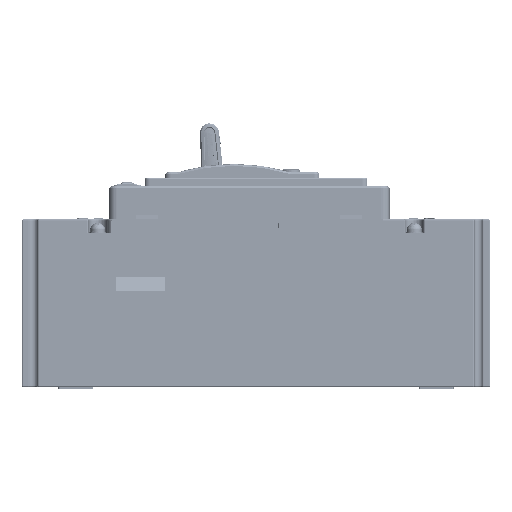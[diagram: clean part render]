
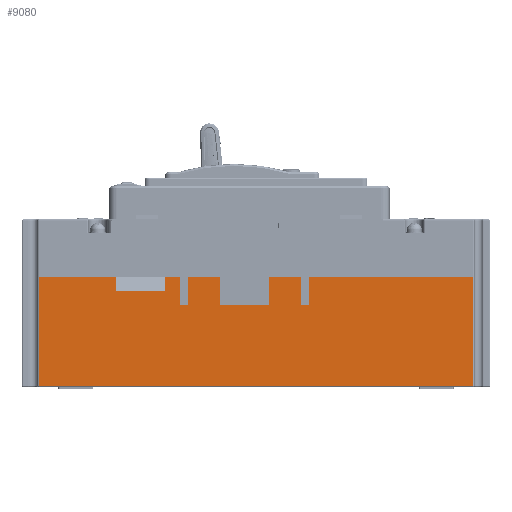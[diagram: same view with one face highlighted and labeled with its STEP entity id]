
A CAD part, front view. The second image highlights one B-rep face of the part: STEP entity #9080.
In plain terms, the highlighted planar face has unit normal (0, -1, 0).
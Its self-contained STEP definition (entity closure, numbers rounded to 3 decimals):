
#4596=PLANE('',#114938);
#9080=ADVANCED_FACE('',(#16897),#4596,.T.);
#16897=FACE_OUTER_BOUND('',#22916,.T.);
#22916=EDGE_LOOP('',(#44605,#44606,#44607,#44608,#44609,#44610,#44611,#44612,
#44613,#44614,#44615,#44616,#44617,#44618,#44619,#44620,#44621,#44622,#44623,
#44624,#44625,#44626,#44627,#44628,#44629,#44630));
#30806=CIRCLE('',#114738,0.5);
#30807=CIRCLE('',#114741,0.5);
#30808=CIRCLE('',#114745,0.5);
#30809=CIRCLE('',#114748,0.5);
#30810=CIRCLE('',#114752,0.5);
#30811=CIRCLE('',#114755,0.5);
#44605=ORIENTED_EDGE('',*,*,#82110,.T.);
#44606=ORIENTED_EDGE('',*,*,#82119,.T.);
#44607=ORIENTED_EDGE('',*,*,#80142,.F.);
#44608=ORIENTED_EDGE('',*,*,#81893,.T.);
#44609=ORIENTED_EDGE('',*,*,#81891,.T.);
#44610=ORIENTED_EDGE('',*,*,#81889,.F.);
#44611=ORIENTED_EDGE('',*,*,#81887,.T.);
#44612=ORIENTED_EDGE('',*,*,#81885,.F.);
#44613=ORIENTED_EDGE('',*,*,#80138,.F.);
#44614=ORIENTED_EDGE('',*,*,#81884,.F.);
#44615=ORIENTED_EDGE('',*,*,#81882,.T.);
#44616=ORIENTED_EDGE('',*,*,#81880,.T.);
#44617=ORIENTED_EDGE('',*,*,#81878,.T.);
#44618=ORIENTED_EDGE('',*,*,#81876,.T.);
#44619=ORIENTED_EDGE('',*,*,#79409,.F.);
#44620=ORIENTED_EDGE('',*,*,#81875,.T.);
#44621=ORIENTED_EDGE('',*,*,#81873,.T.);
#44622=ORIENTED_EDGE('',*,*,#81871,.F.);
#44623=ORIENTED_EDGE('',*,*,#81869,.T.);
#44624=ORIENTED_EDGE('',*,*,#81867,.F.);
#44625=ORIENTED_EDGE('',*,*,#79405,.T.);
#44626=ORIENTED_EDGE('',*,*,#81866,.F.);
#44627=ORIENTED_EDGE('',*,*,#81864,.T.);
#44628=ORIENTED_EDGE('',*,*,#81863,.T.);
#44629=ORIENTED_EDGE('',*,*,#79401,.T.);
#44630=ORIENTED_EDGE('',*,*,#81861,.T.);
#67896=VERTEX_POINT('',#165668);
#67897=VERTEX_POINT('',#165670);
#67900=VERTEX_POINT('',#165676);
#67901=VERTEX_POINT('',#165678);
#67904=VERTEX_POINT('',#165684);
#67905=VERTEX_POINT('',#165686);
#68559=VERTEX_POINT('',#167159);
#68560=VERTEX_POINT('',#167161);
#68563=VERTEX_POINT('',#167167);
#68564=VERTEX_POINT('',#167169);
#69703=VERTEX_POINT('',#170856);
#69704=VERTEX_POINT('',#170860);
#69705=VERTEX_POINT('',#170864);
#69706=VERTEX_POINT('',#170870);
#69707=VERTEX_POINT('',#170874);
#69708=VERTEX_POINT('',#170878);
#69709=VERTEX_POINT('',#170882);
#69710=VERTEX_POINT('',#170888);
#69711=VERTEX_POINT('',#170892);
#69712=VERTEX_POINT('',#170896);
#69713=VERTEX_POINT('',#170900);
#69714=VERTEX_POINT('',#170906);
#69715=VERTEX_POINT('',#170910);
#69716=VERTEX_POINT('',#170914);
#69717=VERTEX_POINT('',#170918);
#69804=VERTEX_POINT('',#171443);
#79401=EDGE_CURVE('',#67897,#67896,#94345,.T.);
#79405=EDGE_CURVE('',#67901,#67900,#94349,.T.);
#79409=EDGE_CURVE('',#67904,#67905,#94353,.T.);
#80138=EDGE_CURVE('',#68559,#68560,#94879,.T.);
#80142=EDGE_CURVE('',#68563,#68564,#94883,.T.);
#81861=EDGE_CURVE('',#67896,#69703,#96066,.T.);
#81863=EDGE_CURVE('',#69704,#67897,#96068,.T.);
#81864=EDGE_CURVE('',#69705,#69704,#96069,.T.);
#81866=EDGE_CURVE('',#69705,#67900,#96071,.T.);
#81867=EDGE_CURVE('',#67901,#69706,#96072,.T.);
#81869=EDGE_CURVE('',#69707,#69706,#30806,.T.);
#81871=EDGE_CURVE('',#69707,#69708,#96075,.T.);
#81873=EDGE_CURVE('',#69709,#69708,#30807,.T.);
#81875=EDGE_CURVE('',#67904,#69709,#96078,.T.);
#81876=EDGE_CURVE('',#69710,#67905,#96079,.T.);
#81878=EDGE_CURVE('',#69711,#69710,#30808,.T.);
#81880=EDGE_CURVE('',#69712,#69711,#96082,.T.);
#81882=EDGE_CURVE('',#69713,#69712,#30809,.T.);
#81884=EDGE_CURVE('',#69713,#68559,#96085,.T.);
#81885=EDGE_CURVE('',#68560,#69714,#96086,.T.);
#81887=EDGE_CURVE('',#69715,#69714,#30810,.T.);
#81889=EDGE_CURVE('',#69715,#69716,#96089,.T.);
#81891=EDGE_CURVE('',#69717,#69716,#30811,.T.);
#81893=EDGE_CURVE('',#68563,#69717,#96092,.T.);
#82110=EDGE_CURVE('',#69703,#69804,#96265,.T.);
#82119=EDGE_CURVE('',#69804,#68564,#96267,.T.);
#94345=LINE('',#165669,#104103);
#94349=LINE('',#165677,#104107);
#94353=LINE('',#165685,#104111);
#94879=LINE('',#167160,#104637);
#94883=LINE('',#167168,#104641);
#96066=LINE('',#170857,#105824);
#96068=LINE('',#170861,#105826);
#96069=LINE('',#170863,#105827);
#96071=LINE('',#170867,#105829);
#96072=LINE('',#170869,#105830);
#96075=LINE('',#170877,#105833);
#96078=LINE('',#170885,#105836);
#96079=LINE('',#170887,#105837);
#96082=LINE('',#170895,#105840);
#96085=LINE('',#170903,#105843);
#96086=LINE('',#170905,#105844);
#96089=LINE('',#170913,#105847);
#96092=LINE('',#170921,#105850);
#96265=LINE('',#171444,#106023);
#96267=LINE('',#171467,#106025);
#104103=VECTOR('',#127722,1.);
#104107=VECTOR('',#127726,1.);
#104111=VECTOR('',#127730,1.);
#104637=VECTOR('',#128806,1.);
#104641=VECTOR('',#128810,1.);
#105824=VECTOR('',#132277,1.);
#105826=VECTOR('',#132281,1.);
#105827=VECTOR('',#132284,1.);
#105829=VECTOR('',#132288,1.);
#105830=VECTOR('',#132291,1.);
#105833=VECTOR('',#132300,1.);
#105836=VECTOR('',#132309,1.);
#105837=VECTOR('',#132312,1.);
#105840=VECTOR('',#132321,1.);
#105843=VECTOR('',#132330,1.);
#105844=VECTOR('',#132333,1.);
#105847=VECTOR('',#132342,1.);
#105850=VECTOR('',#132351,1.);
#106023=VECTOR('',#132858,1.);
#106025=VECTOR('',#132888,1.);
#114738=AXIS2_PLACEMENT_3D('',#170873,#132295,#132296);
#114741=AXIS2_PLACEMENT_3D('',#170881,#132304,#132305);
#114745=AXIS2_PLACEMENT_3D('',#170891,#132316,#132317);
#114748=AXIS2_PLACEMENT_3D('',#170899,#132325,#132326);
#114752=AXIS2_PLACEMENT_3D('',#170909,#132337,#132338);
#114755=AXIS2_PLACEMENT_3D('',#170917,#132346,#132347);
#114938=AXIS2_PLACEMENT_3D('',#171468,#132889,#132890);
#127722=DIRECTION('',(-1.,0.,0.));
#127726=DIRECTION('',(-1.,0.,0.));
#127730=DIRECTION('',(1.,0.,0.));
#128806=DIRECTION('',(1.,0.,0.));
#128810=DIRECTION('',(1.,0.,0.));
#132277=DIRECTION('',(0.,0.,-1.));
#132281=DIRECTION('',(0.,0.,1.));
#132284=DIRECTION('',(-1.,0.,0.));
#132288=DIRECTION('',(0.,0.,1.));
#132291=DIRECTION('',(0.,0.,-1.));
#132295=DIRECTION('',(0.,1.,0.));
#132296=DIRECTION('',(1.,0.,0.));
#132300=DIRECTION('',(1.,0.,0.));
#132304=DIRECTION('',(0.,1.,0.));
#132305=DIRECTION('',(1.,0.,0.));
#132309=DIRECTION('',(0.,0.,-1.));
#132312=DIRECTION('',(0.,0.,1.));
#132316=DIRECTION('',(0.,1.,0.));
#132317=DIRECTION('',(1.,0.,0.));
#132321=DIRECTION('',(-1.,0.,0.));
#132325=DIRECTION('',(0.,1.,0.));
#132326=DIRECTION('',(1.,0.,0.));
#132330=DIRECTION('',(0.,0.,1.));
#132333=DIRECTION('',(0.,0.,-1.));
#132337=DIRECTION('',(0.,1.,0.));
#132338=DIRECTION('',(1.,0.,0.));
#132342=DIRECTION('',(1.,0.,0.));
#132346=DIRECTION('',(0.,1.,0.));
#132347=DIRECTION('',(1.,0.,0.));
#132351=DIRECTION('',(0.,0.,-1.));
#132858=DIRECTION('',(1.,0.,0.));
#132888=DIRECTION('',(0.,0.,1.));
#132889=DIRECTION('',(0.,-1.,0.));
#132890=DIRECTION('',(0.,0.,-1.));
#165668=CARTESIAN_POINT('',(6.96,-175.,-3.));
#165669=CARTESIAN_POINT('',(7.93,-175.,-3.));
#165670=CARTESIAN_POINT('',(34.766,-175.,-3.));
#165676=CARTESIAN_POINT('',(52.766,-175.,-3.));
#165677=CARTESIAN_POINT('',(7.93,-175.,-3.));
#165678=CARTESIAN_POINT('',(58.166,-175.,-3.));
#165684=CARTESIAN_POINT('',(61.166,-175.,-3.));
#165685=CARTESIAN_POINT('',(0.766,-175.,-3.));
#165686=CARTESIAN_POINT('',(72.666,-175.,-3.));
#167159=CARTESIAN_POINT('',(90.666,-175.,-3.));
#167160=CARTESIAN_POINT('',(0.766,-175.,-3.));
#167161=CARTESIAN_POINT('',(102.166,-175.,-3.));
#167167=CARTESIAN_POINT('',(105.166,-175.,-3.));
#167168=CARTESIAN_POINT('',(0.766,-175.,-3.));
#167169=CARTESIAN_POINT('',(164.572,-175.,-3.));
#170856=CARTESIAN_POINT('',(6.96,-175.,-42.5));
#170857=CARTESIAN_POINT('',(6.96,-175.,-399.));
#170860=CARTESIAN_POINT('',(34.766,-175.,-8.));
#170861=CARTESIAN_POINT('',(34.766,-175.,-8.));
#170863=CARTESIAN_POINT('',(52.766,-175.,-8.));
#170864=CARTESIAN_POINT('',(52.766,-175.,-8.));
#170867=CARTESIAN_POINT('',(52.766,-175.,-8.));
#170869=CARTESIAN_POINT('',(58.166,-175.,-2.));
#170870=CARTESIAN_POINT('',(58.166,-175.,-12.8));
#170873=CARTESIAN_POINT('',(58.666,-175.,-12.8));
#170874=CARTESIAN_POINT('',(58.666,-175.,-13.3));
#170877=CARTESIAN_POINT('',(0.766,-175.,-13.3));
#170878=CARTESIAN_POINT('',(60.666,-175.,-13.3));
#170881=CARTESIAN_POINT('',(60.666,-175.,-12.8));
#170882=CARTESIAN_POINT('',(61.166,-175.,-12.8));
#170885=CARTESIAN_POINT('',(61.166,-175.,-3.));
#170887=CARTESIAN_POINT('',(72.666,-175.,-104.97));
#170888=CARTESIAN_POINT('',(72.666,-175.,-12.8));
#170891=CARTESIAN_POINT('',(73.166,-175.,-12.8));
#170892=CARTESIAN_POINT('',(73.166,-175.,-13.3));
#170895=CARTESIAN_POINT('',(90.366,-175.,-13.3));
#170896=CARTESIAN_POINT('',(90.166,-175.,-13.3));
#170899=CARTESIAN_POINT('',(90.166,-175.,-12.8));
#170900=CARTESIAN_POINT('',(90.666,-175.,-12.8));
#170903=CARTESIAN_POINT('',(90.666,-175.,-104.97));
#170905=CARTESIAN_POINT('',(102.166,-175.,-2.));
#170906=CARTESIAN_POINT('',(102.166,-175.,-12.8));
#170909=CARTESIAN_POINT('',(102.666,-175.,-12.8));
#170910=CARTESIAN_POINT('',(102.666,-175.,-13.3));
#170913=CARTESIAN_POINT('',(0.766,-175.,-13.3));
#170914=CARTESIAN_POINT('',(104.666,-175.,-13.3));
#170917=CARTESIAN_POINT('',(104.666,-175.,-12.8));
#170918=CARTESIAN_POINT('',(105.166,-175.,-12.8));
#170921=CARTESIAN_POINT('',(105.166,-175.,-3.));
#171443=CARTESIAN_POINT('',(164.572,-175.,-42.5));
#171444=CARTESIAN_POINT('',(0.766,-175.,-42.5));
#171467=CARTESIAN_POINT('',(164.572,-175.,-399.));
#171468=CARTESIAN_POINT('',(0.766,-175.,-2.));
